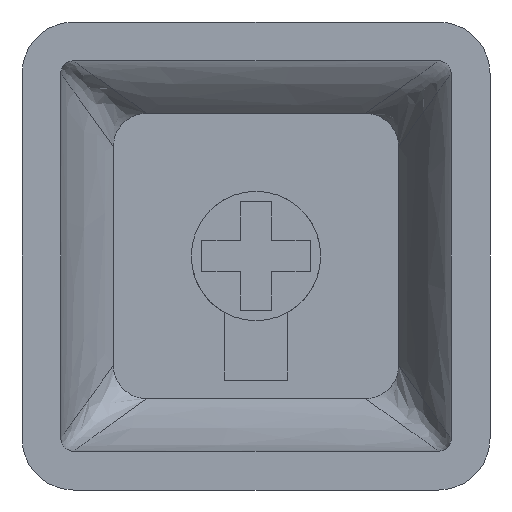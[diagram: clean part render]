
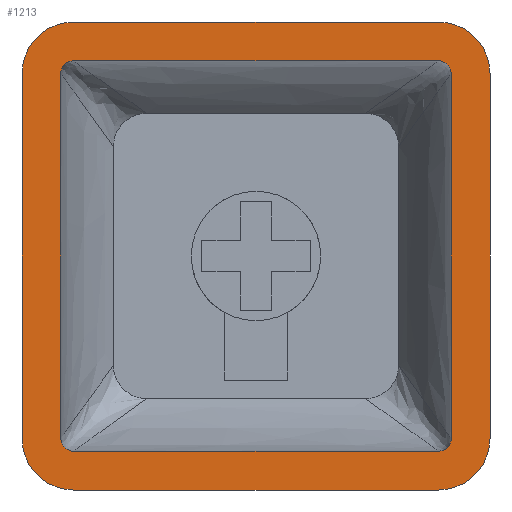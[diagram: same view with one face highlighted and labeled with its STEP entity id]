
A CAD part, front view. The second image highlights one B-rep face of the part: STEP entity #1213.
In plain terms, the highlighted planar face has unit normal (0, -1, 0).
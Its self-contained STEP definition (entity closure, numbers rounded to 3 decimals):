
#18=CIRCLE('',#1283,2.);
#19=CIRCLE('',#1284,2.);
#20=CIRCLE('',#1285,2.);
#21=CIRCLE('',#1286,2.);
#31=FACE_BOUND('',#377,.T.);
#55=LINE('',#2475,#160);
#56=LINE('',#2479,#161);
#57=LINE('',#2483,#162);
#58=LINE('',#2486,#163);
#160=VECTOR('',#1369,10.);
#161=VECTOR('',#1372,10.);
#162=VECTOR('',#1375,10.);
#163=VECTOR('',#1378,10.);
#254=PLANE('',#1282);
#307=FACE_OUTER_BOUND('',#376,.T.);
#376=EDGE_LOOP('',(#906,#907,#908,#909,#910,#911,#912,#913));
#377=EDGE_LOOP('',(#914,#915,#916,#917,#918,#919,#920,#921));
#456=B_SPLINE_CURVE_WITH_KNOTS('',3,(#2082,#2083,#2084,#2085,#2086,#2087,
#2088,#2089,#2090,#2091),.UNSPECIFIED.,.F.,.F.,(4,1,1,1,1,1,1,4),(0.,
0.143,0.286,0.429,0.571,
0.714,0.857,1.),.UNSPECIFIED.);
#459=B_SPLINE_CURVE_WITH_KNOTS('',3,(#2131,#2132,#2133,#2134,#2135,#2136,
#2137),.UNSPECIFIED.,.F.,.F.,(4,1,1,1,4),(0.,0.286,0.571,
0.857,1.),.UNSPECIFIED.);
#461=B_SPLINE_CURVE_WITH_KNOTS('',3,(#2199,#2200,#2201,#2202,#2203,#2204,
#2205,#2206,#2207),.UNSPECIFIED.,.F.,.F.,(4,1,1,1,1,1,4),(0.,
0.214,0.429,0.571,0.714,
0.857,1.),.UNSPECIFIED.);
#463=B_SPLINE_CURVE_WITH_KNOTS('',3,(#2241,#2242,#2243,#2244,#2245,#2246,
#2247),.UNSPECIFIED.,.F.,.F.,(4,1,1,1,4),(0.,0.286,0.571,
0.857,1.),.UNSPECIFIED.);
#465=B_SPLINE_CURVE_WITH_KNOTS('',3,(#2315,#2316,#2317,#2318,#2319,#2320,
#2321,#2322,#2323,#2324),.UNSPECIFIED.,.F.,.F.,(4,1,1,1,1,1,1,4),(0.,
0.143,0.286,0.429,0.571,
0.714,0.857,1.),.UNSPECIFIED.);
#467=B_SPLINE_CURVE_WITH_KNOTS('',3,(#2358,#2359,#2360,#2361,#2362,#2363,
#2364),.UNSPECIFIED.,.F.,.F.,(4,1,1,1,4),(0.,0.286,0.571,
0.857,1.),.UNSPECIFIED.);
#469=B_SPLINE_CURVE_WITH_KNOTS('',3,(#2426,#2427,#2428,#2429,#2430,#2431,
#2432,#2433,#2434),.UNSPECIFIED.,.F.,.F.,(4,1,1,1,1,1,4),(0.,
0.214,0.429,0.571,0.714,
0.857,1.),.UNSPECIFIED.);
#470=B_SPLINE_CURVE_WITH_KNOTS('',3,(#2463,#2464,#2465,#2466,#2467,#2468,
#2469),.UNSPECIFIED.,.F.,.F.,(4,1,1,1,4),(0.,0.286,0.571,
0.857,1.),.UNSPECIFIED.);
#527=VERTEX_POINT('',#2074);
#528=VERTEX_POINT('',#2081);
#529=VERTEX_POINT('',#2126);
#530=VERTEX_POINT('',#2192);
#531=VERTEX_POINT('',#2236);
#532=VERTEX_POINT('',#2308);
#533=VERTEX_POINT('',#2353);
#534=VERTEX_POINT('',#2419);
#535=VERTEX_POINT('',#2471);
#536=VERTEX_POINT('',#2472);
#537=VERTEX_POINT('',#2474);
#538=VERTEX_POINT('',#2476);
#539=VERTEX_POINT('',#2478);
#540=VERTEX_POINT('',#2480);
#541=VERTEX_POINT('',#2482);
#542=VERTEX_POINT('',#2484);
#664=EDGE_CURVE('',#528,#527,#456,.T.);
#667=EDGE_CURVE('',#527,#529,#459,.T.);
#669=EDGE_CURVE('',#529,#530,#461,.T.);
#671=EDGE_CURVE('',#530,#531,#463,.T.);
#673=EDGE_CURVE('',#531,#532,#465,.T.);
#675=EDGE_CURVE('',#532,#533,#467,.T.);
#677=EDGE_CURVE('',#533,#534,#469,.T.);
#678=EDGE_CURVE('',#534,#528,#470,.T.);
#679=EDGE_CURVE('',#535,#536,#18,.T.);
#680=EDGE_CURVE('',#537,#535,#55,.T.);
#681=EDGE_CURVE('',#538,#537,#19,.T.);
#682=EDGE_CURVE('',#539,#538,#56,.T.);
#683=EDGE_CURVE('',#540,#539,#20,.T.);
#684=EDGE_CURVE('',#541,#540,#57,.T.);
#685=EDGE_CURVE('',#542,#541,#21,.T.);
#686=EDGE_CURVE('',#536,#542,#58,.T.);
#906=ORIENTED_EDGE('',*,*,#679,.F.);
#907=ORIENTED_EDGE('',*,*,#680,.F.);
#908=ORIENTED_EDGE('',*,*,#681,.F.);
#909=ORIENTED_EDGE('',*,*,#682,.F.);
#910=ORIENTED_EDGE('',*,*,#683,.F.);
#911=ORIENTED_EDGE('',*,*,#684,.F.);
#912=ORIENTED_EDGE('',*,*,#685,.F.);
#913=ORIENTED_EDGE('',*,*,#686,.F.);
#914=ORIENTED_EDGE('',*,*,#664,.T.);
#915=ORIENTED_EDGE('',*,*,#667,.T.);
#916=ORIENTED_EDGE('',*,*,#669,.T.);
#917=ORIENTED_EDGE('',*,*,#671,.T.);
#918=ORIENTED_EDGE('',*,*,#673,.T.);
#919=ORIENTED_EDGE('',*,*,#675,.T.);
#920=ORIENTED_EDGE('',*,*,#677,.T.);
#921=ORIENTED_EDGE('',*,*,#678,.T.);
#1213=ADVANCED_FACE('',(#307,#31),#254,.F.);
#1282=AXIS2_PLACEMENT_3D('',#2470,#1365,#1366);
#1283=AXIS2_PLACEMENT_3D('',#2473,#1367,#1368);
#1284=AXIS2_PLACEMENT_3D('',#2477,#1370,#1371);
#1285=AXIS2_PLACEMENT_3D('',#2481,#1373,#1374);
#1286=AXIS2_PLACEMENT_3D('',#2485,#1376,#1377);
#1365=DIRECTION('center_axis',(0.,1.,0.));
#1366=DIRECTION('ref_axis',(0.,0.,1.));
#1367=DIRECTION('center_axis',(0.,1.,0.));
#1368=DIRECTION('ref_axis',(0.,0.,1.));
#1369=DIRECTION('',(1.,0.,0.));
#1370=DIRECTION('center_axis',(0.,1.,0.));
#1371=DIRECTION('ref_axis',(-1.,0.,0.));
#1372=DIRECTION('',(0.,0.,1.));
#1373=DIRECTION('center_axis',(0.,1.,0.));
#1374=DIRECTION('ref_axis',(0.,0.,-1.));
#1375=DIRECTION('',(-1.,0.,0.));
#1376=DIRECTION('center_axis',(0.,1.,0.));
#1377=DIRECTION('ref_axis',(1.,0.,0.));
#1378=DIRECTION('',(0.,0.,-1.));
#2074=CARTESIAN_POINT('',(16.6,0.,16.1));
#2081=CARTESIAN_POINT('',(16.1,0.,16.6));
#2082=CARTESIAN_POINT('Ctrl Pts',(16.1,0.,16.6));
#2083=CARTESIAN_POINT('Ctrl Pts',(16.137,0.,16.6));
#2084=CARTESIAN_POINT('Ctrl Pts',(16.212,0.,16.592));
#2085=CARTESIAN_POINT('Ctrl Pts',(16.319,0.,16.554));
#2086=CARTESIAN_POINT('Ctrl Pts',(16.414,0.,16.494));
#2087=CARTESIAN_POINT('Ctrl Pts',(16.494,0.,16.414));
#2088=CARTESIAN_POINT('Ctrl Pts',(16.554,0.,16.319));
#2089=CARTESIAN_POINT('Ctrl Pts',(16.592,0.,16.212));
#2090=CARTESIAN_POINT('Ctrl Pts',(16.6,0.,16.137));
#2091=CARTESIAN_POINT('Ctrl Pts',(16.6,0.,16.1));
#2126=CARTESIAN_POINT('',(16.6,0.,2.));
#2131=CARTESIAN_POINT('Ctrl Pts',(16.6,0.,16.1));
#2132=CARTESIAN_POINT('Ctrl Pts',(16.6,0.,15.801));
#2133=CARTESIAN_POINT('Ctrl Pts',(16.6,0.,13.413));
#2134=CARTESIAN_POINT('Ctrl Pts',(16.6,0.,7.532));
#2135=CARTESIAN_POINT('Ctrl Pts',(16.6,0.,3.269));
#2136=CARTESIAN_POINT('Ctrl Pts',(16.6,0.,2.15));
#2137=CARTESIAN_POINT('Ctrl Pts',(16.6,0.,2.));
#2192=CARTESIAN_POINT('',(16.1,0.,1.5));
#2199=CARTESIAN_POINT('Ctrl Pts',(16.6,0.,2.));
#2200=CARTESIAN_POINT('Ctrl Pts',(16.6,0.,1.944));
#2201=CARTESIAN_POINT('Ctrl Pts',(16.581,0.,1.832));
#2202=CARTESIAN_POINT('Ctrl Pts',(16.508,0.,1.699));
#2203=CARTESIAN_POINT('Ctrl Pts',(16.414,0.,1.606));
#2204=CARTESIAN_POINT('Ctrl Pts',(16.319,0.,1.546));
#2205=CARTESIAN_POINT('Ctrl Pts',(16.212,0.,1.508));
#2206=CARTESIAN_POINT('Ctrl Pts',(16.137,0.,1.5));
#2207=CARTESIAN_POINT('Ctrl Pts',(16.1,0.,1.5));
#2236=CARTESIAN_POINT('',(2.,0.,1.5));
#2241=CARTESIAN_POINT('Ctrl Pts',(16.1,0.,1.5));
#2242=CARTESIAN_POINT('Ctrl Pts',(15.801,0.,1.5));
#2243=CARTESIAN_POINT('Ctrl Pts',(13.413,0.,1.5));
#2244=CARTESIAN_POINT('Ctrl Pts',(7.532,0.,1.5));
#2245=CARTESIAN_POINT('Ctrl Pts',(3.269,0.,1.5));
#2246=CARTESIAN_POINT('Ctrl Pts',(2.15,0.,1.5));
#2247=CARTESIAN_POINT('Ctrl Pts',(2.,0.,1.5));
#2308=CARTESIAN_POINT('',(1.5,0.,2.));
#2315=CARTESIAN_POINT('Ctrl Pts',(2.,0.,1.5));
#2316=CARTESIAN_POINT('Ctrl Pts',(1.963,0.,1.5));
#2317=CARTESIAN_POINT('Ctrl Pts',(1.888,0.,1.508));
#2318=CARTESIAN_POINT('Ctrl Pts',(1.781,0.,1.546));
#2319=CARTESIAN_POINT('Ctrl Pts',(1.686,0.,1.606));
#2320=CARTESIAN_POINT('Ctrl Pts',(1.606,0.,1.686));
#2321=CARTESIAN_POINT('Ctrl Pts',(1.546,0.,1.781));
#2322=CARTESIAN_POINT('Ctrl Pts',(1.508,0.,1.888));
#2323=CARTESIAN_POINT('Ctrl Pts',(1.5,0.,1.963));
#2324=CARTESIAN_POINT('Ctrl Pts',(1.5,0.,2.));
#2353=CARTESIAN_POINT('',(1.5,0.,16.1));
#2358=CARTESIAN_POINT('Ctrl Pts',(1.5,0.,2.));
#2359=CARTESIAN_POINT('Ctrl Pts',(1.5,0.,2.299));
#2360=CARTESIAN_POINT('Ctrl Pts',(1.5,0.,4.687));
#2361=CARTESIAN_POINT('Ctrl Pts',(1.5,0.,10.568));
#2362=CARTESIAN_POINT('Ctrl Pts',(1.5,0.,14.831));
#2363=CARTESIAN_POINT('Ctrl Pts',(1.5,0.,15.95));
#2364=CARTESIAN_POINT('Ctrl Pts',(1.5,0.,16.1));
#2419=CARTESIAN_POINT('',(2.,0.,16.6));
#2426=CARTESIAN_POINT('Ctrl Pts',(1.5,0.,16.1));
#2427=CARTESIAN_POINT('Ctrl Pts',(1.5,0.,16.156));
#2428=CARTESIAN_POINT('Ctrl Pts',(1.519,0.,16.268));
#2429=CARTESIAN_POINT('Ctrl Pts',(1.592,0.,16.401));
#2430=CARTESIAN_POINT('Ctrl Pts',(1.686,0.,16.494));
#2431=CARTESIAN_POINT('Ctrl Pts',(1.781,0.,16.554));
#2432=CARTESIAN_POINT('Ctrl Pts',(1.888,0.,16.592));
#2433=CARTESIAN_POINT('Ctrl Pts',(1.963,0.,16.6));
#2434=CARTESIAN_POINT('Ctrl Pts',(2.,0.,16.6));
#2463=CARTESIAN_POINT('Ctrl Pts',(2.,0.,16.6));
#2464=CARTESIAN_POINT('Ctrl Pts',(2.299,0.,16.6));
#2465=CARTESIAN_POINT('Ctrl Pts',(4.687,0.,16.6));
#2466=CARTESIAN_POINT('Ctrl Pts',(10.568,0.,16.6));
#2467=CARTESIAN_POINT('Ctrl Pts',(14.831,0.,16.6));
#2468=CARTESIAN_POINT('Ctrl Pts',(15.95,0.,16.6));
#2469=CARTESIAN_POINT('Ctrl Pts',(16.1,0.,16.6));
#2470=CARTESIAN_POINT('Origin',(9.05,0.,9.05));
#2471=CARTESIAN_POINT('',(16.1,0.,18.1));
#2472=CARTESIAN_POINT('',(18.1,0.,16.1));
#2473=CARTESIAN_POINT('Origin',(16.1,0.,16.1));
#2474=CARTESIAN_POINT('',(2.,0.,18.1));
#2475=CARTESIAN_POINT('',(16.1,0.,18.1));
#2476=CARTESIAN_POINT('',(0.,0.,16.1));
#2477=CARTESIAN_POINT('Origin',(2.,0.,16.1));
#2478=CARTESIAN_POINT('',(0.,0.,2.));
#2479=CARTESIAN_POINT('',(0.,0.,16.1));
#2480=CARTESIAN_POINT('',(2.,0.,0.));
#2481=CARTESIAN_POINT('Origin',(2.,0.,2.));
#2482=CARTESIAN_POINT('',(16.1,0.,0.));
#2483=CARTESIAN_POINT('',(2.,0.,0.));
#2484=CARTESIAN_POINT('',(18.1,0.,2.));
#2485=CARTESIAN_POINT('Origin',(16.1,0.,2.));
#2486=CARTESIAN_POINT('',(18.1,0.,2.));
